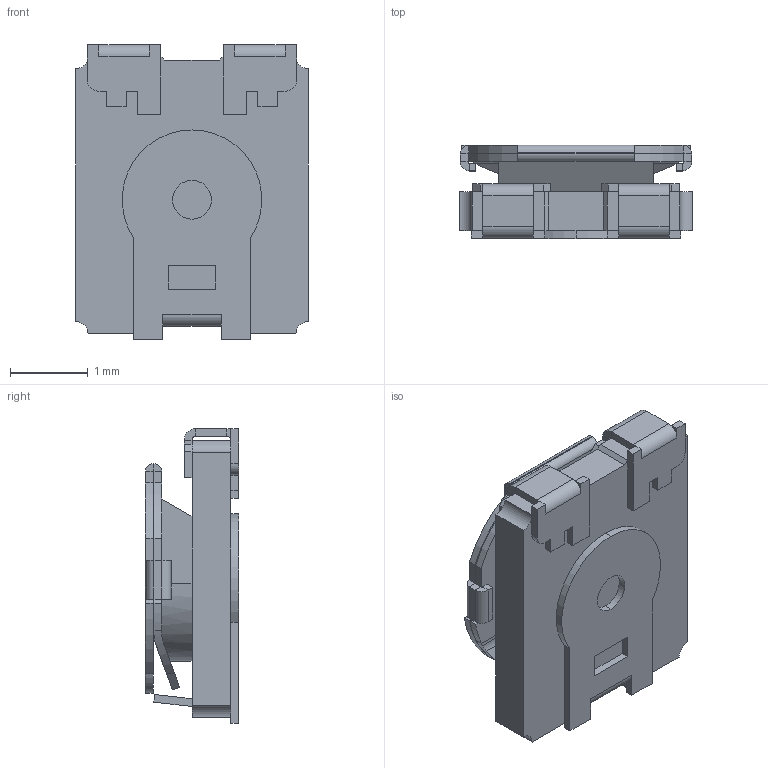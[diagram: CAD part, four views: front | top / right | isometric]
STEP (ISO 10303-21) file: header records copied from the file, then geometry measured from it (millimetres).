
FILE_DESCRIPTION (( 'STEP AP214' ), '1' );
FILE_NAME ('TC33X-2-103G.STEP', '2018-07-06T12:18:44', ( '' ), ( '' ), 'SwSTEP 2.0', 'SolidWorks 2018', '' );
FILE_SCHEMA (( 'AUTOMOTIVE_DESIGN' ));
Length unit declared in the file: millimetre
Products named in the file (1): TC33X-2-103G
Bounding box: 3 x 1.2 x 3.8 mm (x, y, z)
Volume: 7.9 mm3; surface area: 75.8 mm2
Topology: 8 solids, 8 shells, 277 faces, 697 edges, 436 vertices
Faces by surface type: plane 207, cylinder 67, cone 3
Entity records: 8261 total; most frequent: CARTESIAN_POINT 1490, ORIENTED_EDGE 1394, DIRECTION 1361, EDGE_CURVE 697, LINE 539, VECTOR 539, VERTEX_POINT 436, AXIS2_PLACEMENT_3D 411
